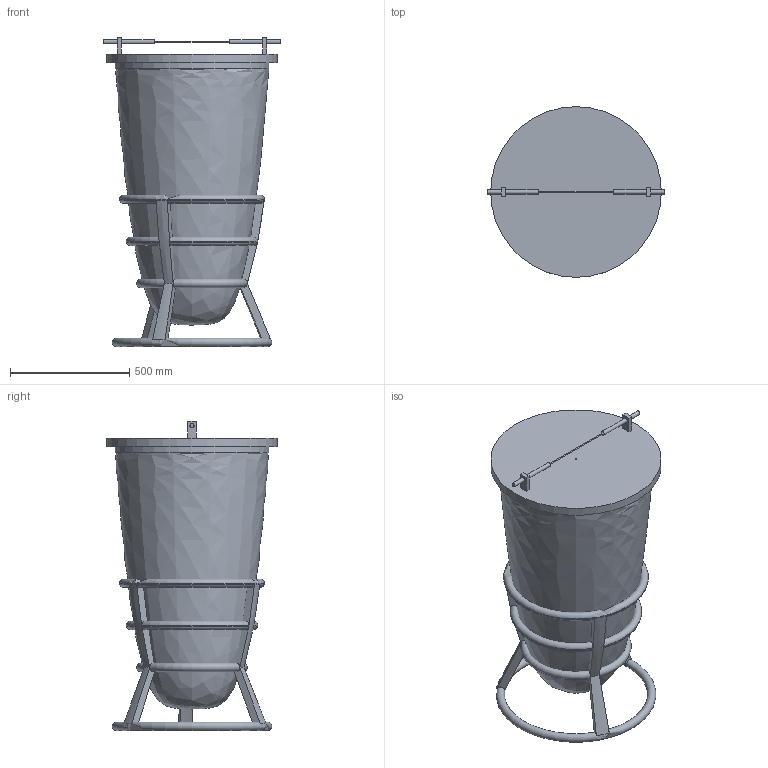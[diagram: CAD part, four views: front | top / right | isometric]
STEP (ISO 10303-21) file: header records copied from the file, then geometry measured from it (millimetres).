
FILE_DESCRIPTION(/* description */ (''),/* implementation_level */ '2;1');
FILE_NAME(/* name */ 'assembly.step',/* time_stamp */ '2023-08-01T22:13:04+05:30',/* author */ (''),/* organization */ (''),/* preprocessor_version */ 'ST-DEVELOPER v19.2',/* originating_system */ 'Autodesk Translation Framework v12.6.0.85',/* authorisation */ '');
FILE_SCHEMA (('AUTOMOTIVE_DESIGN { 1 0 10303 214 3 1 1 }'));
Length unit declared in the file: millimetre
Products named in the file (5): Toyayantram; stambham; yantraśiraḥ; kīlakam; yantramūlam
Assembly tree (4 placements, depth 2):
  Toyayantram
    stambham
    yantraśiraḥ
    kīlakam
    yantramūlam
Bounding box: 741.3 x 715.57 x 1296 mm (x, y, z)
Volume: 47581720 mm3; surface area: 5636730.4 mm2
Topology: 4 solids, 4 shells, 84 faces, 212 edges, 122 vertices
Faces by surface type: plane 35, bspline 21, cylinder 11, torus 11, cone 6
Full cylindrical faces by diameter (mm): 0 x1, 1.765 x1, 5.618 x1, 17.4 x2, 17.65 x2, 609.673 x1, 644.973 x1, 680.523 x1, 715.573 x1
Entity records: 7162 total; most frequent: CARTESIAN_POINT 5069, DIRECTION 433, ORIENTED_EDGE 424, EDGE_CURVE 212, AXIS2_PLACEMENT_3D 193, VERTEX_POINT 122, CIRCLE 120, EDGE_LOOP 98
